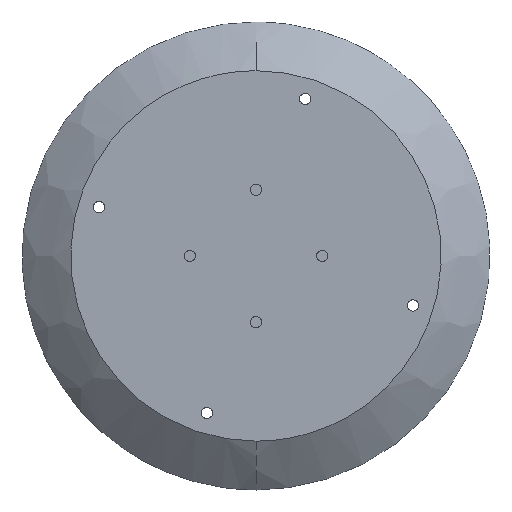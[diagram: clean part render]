
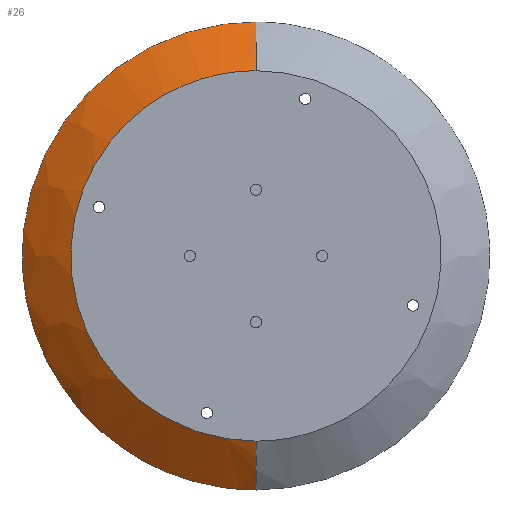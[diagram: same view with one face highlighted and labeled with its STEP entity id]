
A CAD part, top view. The second image highlights one B-rep face of the part: STEP entity #26.
In plain terms, the highlighted free-form (B-spline) face has degree [3, 3] with [4, 4] control points.
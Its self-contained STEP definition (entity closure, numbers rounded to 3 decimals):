
#26=ADVANCED_FACE($,(#50),#314,.T.);
#50=FACE_OUTER_BOUND($,#74,.T.);
#74=EDGE_LOOP($,(#110,#111,#112,#113));
#110=ORIENTED_EDGE($,*,*,#218,.T.);
#111=ORIENTED_EDGE($,*,*,#219,.T.);
#112=ORIENTED_EDGE($,*,*,#220,.T.);
#113=ORIENTED_EDGE($,*,*,#221,.T.);
#218=EDGE_CURVE($,#272,#273,#348,.T.);
#219=EDGE_CURVE($,#273,#274,#349,.T.);
#220=EDGE_CURVE($,#274,#275,#350,.T.);
#221=EDGE_CURVE($,#275,#272,#351,.T.);
#272=VERTEX_POINT($,#906);
#273=VERTEX_POINT($,#907);
#274=VERTEX_POINT($,#908);
#275=VERTEX_POINT($,#909);
#314=(
BOUNDED_SURFACE()
B_SPLINE_SURFACE(3,3,((#708,#709,#710,#711),(#712,#713,#714,#715),(#716,
#717,#718,#719),(#720,#721,#722,#723)),.UNSPECIFIED.,.F.,.F.,.F.)
B_SPLINE_SURFACE_WITH_KNOTS((4,4),(4,4),(0.,60.828),(0.,742.177),
.UNSPECIFIED.)
GEOMETRIC_REPRESENTATION_ITEM()
RATIONAL_B_SPLINE_SURFACE(((1.,0.333,0.333,1.),(0.994,
0.331,0.331,0.994),(0.994,0.331,
0.331,0.994),(1.,0.333,0.333,
1.)))
REPRESENTATION_ITEM($)
SURFACE()
);
#348=(
BOUNDED_CURVE()
B_SPLINE_CURVE(3,(#492,#493,#494,#495),.UNSPECIFIED.,.F.,.F.)
B_SPLINE_CURVE_WITH_KNOTS((4,4),(0.,60.828),.UNSPECIFIED.)
CURVE()
GEOMETRIC_REPRESENTATION_ITEM()
RATIONAL_B_SPLINE_CURVE((1.,0.994,0.994,1.))
REPRESENTATION_ITEM($)
);
#349=(
BOUNDED_CURVE()
B_SPLINE_CURVE(3,(#496,#497,#498,#499),.UNSPECIFIED.,.F.,.F.)
B_SPLINE_CURVE_WITH_KNOTS((4,4),(0.,742.177),.UNSPECIFIED.)
CURVE()
GEOMETRIC_REPRESENTATION_ITEM()
RATIONAL_B_SPLINE_CURVE((1.,0.333,0.333,1.))
REPRESENTATION_ITEM($)
);
#350=(
BOUNDED_CURVE()
B_SPLINE_CURVE(3,(#500,#501,#502,#503),.UNSPECIFIED.,.F.,.F.)
B_SPLINE_CURVE_WITH_KNOTS((4,4),(-60.828,0.),.UNSPECIFIED.)
CURVE()
GEOMETRIC_REPRESENTATION_ITEM()
RATIONAL_B_SPLINE_CURVE((1.,0.994,0.994,1.))
REPRESENTATION_ITEM($)
);
#351=(
BOUNDED_CURVE()
B_SPLINE_CURVE(3,(#504,#505,#506,#507),.UNSPECIFIED.,.F.,.F.)
B_SPLINE_CURVE_WITH_KNOTS((4,4),(-742.177,0.),.UNSPECIFIED.)
CURVE()
GEOMETRIC_REPRESENTATION_ITEM()
RATIONAL_B_SPLINE_CURVE((1.,0.333,0.333,1.))
REPRESENTATION_ITEM($)
);
#492=CARTESIAN_POINT($,(-52.298,45.076,75.83));
#493=CARTESIAN_POINT($,(-52.298,54.889,70.249));
#494=CARTESIAN_POINT($,(-52.298,63.532,63.881));
#495=CARTESIAN_POINT($,(-52.298,70.86,56.83));
#496=CARTESIAN_POINT($,(-52.298,70.86,56.83));
#497=CARTESIAN_POINT($,(-299.69,70.86,56.83));
#498=CARTESIAN_POINT($,(-299.69,-176.533,56.83));
#499=CARTESIAN_POINT($,(-52.298,-176.533,56.83));
#500=CARTESIAN_POINT($,(-52.298,-176.533,56.83));
#501=CARTESIAN_POINT($,(-52.298,-169.205,63.881));
#502=CARTESIAN_POINT($,(-52.298,-160.562,70.249));
#503=CARTESIAN_POINT($,(-52.298,-150.749,75.83));
#504=CARTESIAN_POINT($,(-52.298,-150.749,75.83));
#505=CARTESIAN_POINT($,(-248.122,-150.749,75.83));
#506=CARTESIAN_POINT($,(-248.122,45.076,75.83));
#507=CARTESIAN_POINT($,(-52.298,45.076,75.83));
#708=CARTESIAN_POINT($,(-52.298,45.076,75.83));
#709=CARTESIAN_POINT($,(-248.122,45.076,75.83));
#710=CARTESIAN_POINT($,(-248.122,-150.749,75.83));
#711=CARTESIAN_POINT($,(-52.298,-150.749,75.83));
#712=CARTESIAN_POINT($,(-52.298,54.889,70.249));
#713=CARTESIAN_POINT($,(-267.749,54.889,70.249));
#714=CARTESIAN_POINT($,(-267.749,-160.562,70.249));
#715=CARTESIAN_POINT($,(-52.298,-160.562,70.249));
#716=CARTESIAN_POINT($,(-52.298,63.532,63.881));
#717=CARTESIAN_POINT($,(-285.035,63.532,63.881));
#718=CARTESIAN_POINT($,(-285.035,-169.205,63.881));
#719=CARTESIAN_POINT($,(-52.298,-169.205,63.881));
#720=CARTESIAN_POINT($,(-52.298,70.86,56.83));
#721=CARTESIAN_POINT($,(-299.69,70.86,56.83));
#722=CARTESIAN_POINT($,(-299.69,-176.533,56.83));
#723=CARTESIAN_POINT($,(-52.298,-176.533,56.83));
#906=CARTESIAN_POINT($,(-52.298,45.076,75.83));
#907=CARTESIAN_POINT($,(-52.298,70.86,56.83));
#908=CARTESIAN_POINT($,(-52.298,-176.533,56.83));
#909=CARTESIAN_POINT($,(-52.298,-150.749,75.83));
